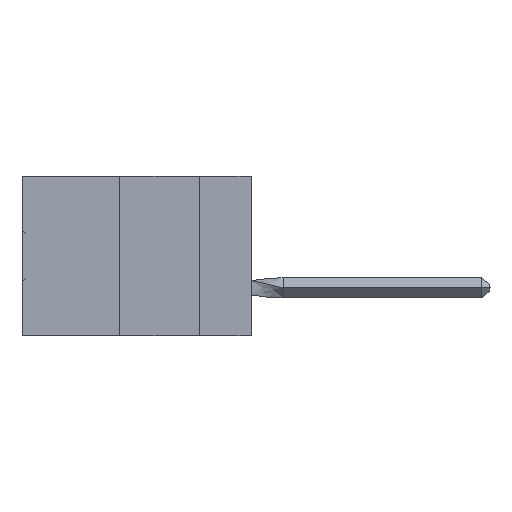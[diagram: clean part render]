
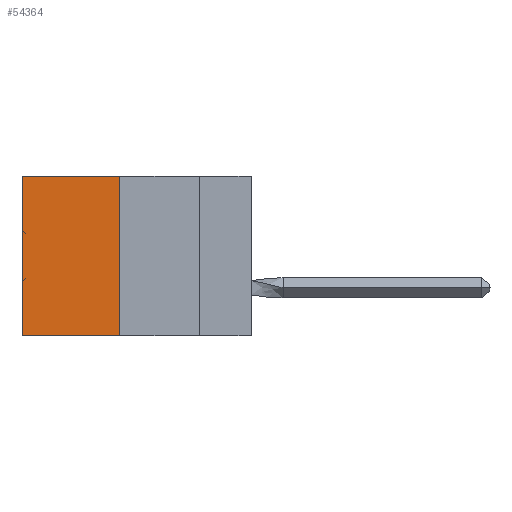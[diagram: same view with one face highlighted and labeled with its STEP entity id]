
A CAD part, left-side view. The second image highlights one B-rep face of the part: STEP entity #54364.
In plain terms, the highlighted planar face has unit normal (-1, 0, 0).
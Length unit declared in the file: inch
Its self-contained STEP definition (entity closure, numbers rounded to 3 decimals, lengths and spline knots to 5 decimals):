
#5838 = LINE ( 'NONE', #16883, #47232 ) ;
#6616 = EDGE_CURVE ( 'NONE', #13937, #28909, #5838, .T. ) ;
#8796 = CARTESIAN_POINT ( 'NONE',  ( 0.305, 0.72, -0.5 ) ) ;
#9857 = CARTESIAN_POINT ( 'NONE',  ( 0.305, 0.72, -0.5 ) ) ;
#13937 = VERTEX_POINT ( 'NONE', #19756 ) ;
#16883 = CARTESIAN_POINT ( 'NONE',  ( 0.305, 0.413, -0.5 ) ) ;
#17106 = AXIS2_PLACEMENT_3D ( 'NONE', #45720, #18151, #40825 ) ;
#18151 = DIRECTION ( 'NONE',  ( 1., 0., 0. ) ) ;
#19711 = CARTESIAN_POINT ( 'NONE',  ( 0.305, 0.413, 0. ) ) ;
#19756 = CARTESIAN_POINT ( 'NONE',  ( 0.305, 0.413, -0.5 ) ) ;
#21397 = DIRECTION ( 'NONE',  ( 0., 1., 0. ) ) ;
#22180 = VECTOR ( 'NONE', #52018, 39.37008 ) ;
#22534 = ORIENTED_EDGE ( 'NONE', *, *, #56908, .T. ) ;
#24979 = VECTOR ( 'NONE', #49827, 39.37008 ) ;
#25428 = ORIENTED_EDGE ( 'NONE', *, *, #6616, .F. ) ;
#27950 = FACE_OUTER_BOUND ( 'NONE', #33937, .T. ) ;
#28909 = VERTEX_POINT ( 'NONE', #8796 ) ;
#31654 = VECTOR ( 'NONE', #55594, 39.37008 ) ;
#33937 = EDGE_LOOP ( 'NONE', ( #22534, #25428, #34027, #37399 ) ) ;
#34027 = ORIENTED_EDGE ( 'NONE', *, *, #56532, .F. ) ;
#36190 = PLANE ( 'NONE',  #17106 ) ;
#36553 = LINE ( 'NONE', #19711, #31654 ) ;
#37399 = ORIENTED_EDGE ( 'NONE', *, *, #52850, .T. ) ;
#40825 = DIRECTION ( 'NONE',  ( 0., 0., -1. ) ) ;
#40928 = VERTEX_POINT ( 'NONE', #52331 ) ;
#45229 = LINE ( 'NONE', #9857, #24979 ) ;
#45720 = CARTESIAN_POINT ( 'NONE',  ( 0.305, 0.413, -0.5 ) ) ;
#46693 = CARTESIAN_POINT ( 'NONE',  ( 0.305, 0.413, -0.5 ) ) ;
#47232 = VECTOR ( 'NONE', #21397, 39.37008 ) ;
#49827 = DIRECTION ( 'NONE',  ( 0., 0., -1. ) ) ;
#52018 = DIRECTION ( 'NONE',  ( 0., 0., -1. ) ) ;
#52331 = CARTESIAN_POINT ( 'NONE',  ( 0.305, 0.72, 0. ) ) ;
#52850 = EDGE_CURVE ( 'NONE', #56157, #40928, #36553, .T. ) ;
#53728 = LINE ( 'NONE', #46693, #22180 ) ;
#54364 = ADVANCED_FACE ( 'NONE', ( #27950 ), #36190, .F. ) ;
#55594 = DIRECTION ( 'NONE',  ( 0., 1., 0. ) ) ;
#56157 = VERTEX_POINT ( 'NONE', #57382 ) ;
#56532 = EDGE_CURVE ( 'NONE', #56157, #13937, #53728, .T. ) ;
#56908 = EDGE_CURVE ( 'NONE', #40928, #28909, #45229, .T. ) ;
#57382 = CARTESIAN_POINT ( 'NONE',  ( 0.305, 0.413, 0. ) ) ;
